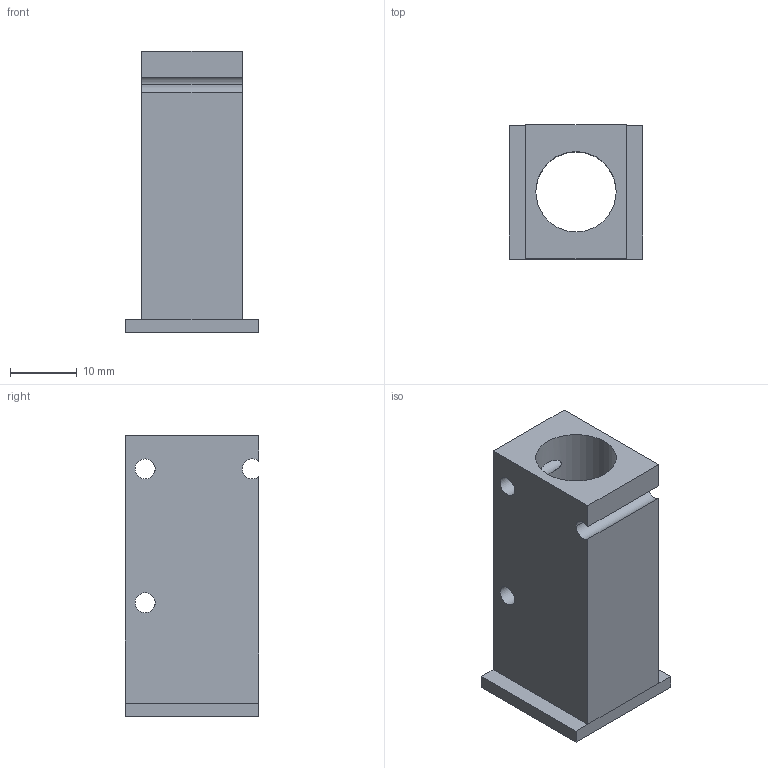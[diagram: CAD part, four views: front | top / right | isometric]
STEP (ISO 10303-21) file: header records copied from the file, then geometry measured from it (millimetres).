
FILE_DESCRIPTION(('FreeCAD Model'),'2;1');
FILE_NAME('Open CASCADE Shape Model','2022-03-26T08:34:50',('Author'),( ''),'Open CASCADE STEP processor 7.5','FreeCAD','Unknown');
FILE_SCHEMA(('AUTOMOTIVE_DESIGN { 1 0 10303 214 1 1 1 1 }'));
Length unit declared in the file: millimetre
Products named in the file (1): switch_mount
Bounding box: 20 x 20 x 42 mm (x, y, z)
Volume: 7747.9 mm3; surface area: 5392.3 mm2
Topology: 1 solids, 1 shells, 18 faces, 46 edges, 30 vertices
Faces by surface type: plane 13, cylinder 5
Full cylindrical faces by diameter (mm): 3 x2, 12 x1
Entity records: 2288 total; most frequent: CARTESIAN_POINT 1321, DIRECTION 174, LINE 112, VECTOR 112, ORIENTED_EDGE 92, PCURVE 92, DEFINITIONAL_REPRESENTATION 92, EDGE_CURVE 46
